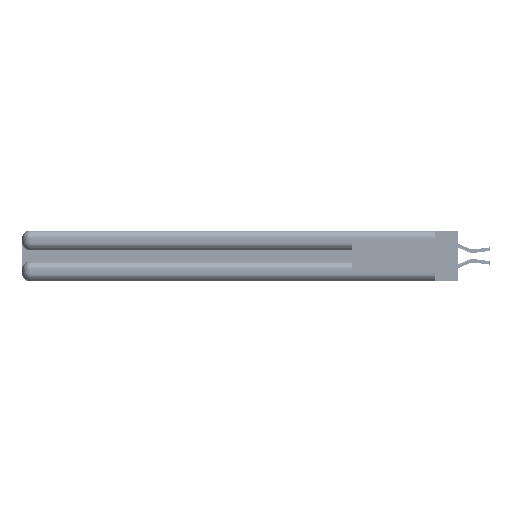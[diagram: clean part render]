
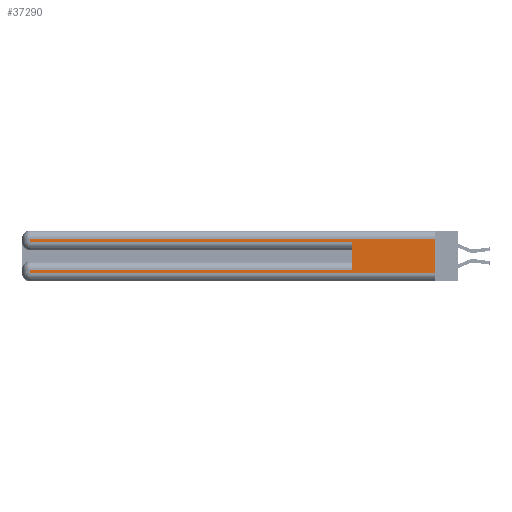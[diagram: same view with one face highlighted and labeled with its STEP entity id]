
A CAD part, left-side view. The second image highlights one B-rep face of the part: STEP entity #37290.
In plain terms, the highlighted planar face has unit normal (-1, 0, 0).
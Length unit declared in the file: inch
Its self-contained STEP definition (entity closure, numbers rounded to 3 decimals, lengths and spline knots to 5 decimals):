
#286 = VERTEX_POINT ( 'NONE', #13224 ) ;
#502 = EDGE_LOOP ( 'NONE', ( #20478, #1818, #11691, #23994, #33972, #26335, #7617, #1251 ) ) ;
#509 = DIRECTION ( 'NONE',  ( 0., 0., 1. ) ) ;
#1130 = CARTESIAN_POINT ( 'NONE',  ( 0., 0., 0.31 ) ) ;
#1251 = ORIENTED_EDGE ( 'NONE', *, *, #13856, .T. ) ;
#1818 = ORIENTED_EDGE ( 'NONE', *, *, #41634, .T. ) ;
#2379 = VECTOR ( 'NONE', #21993, 39.37008 ) ;
#2829 = DIRECTION ( 'NONE',  ( 0., 0., -1. ) ) ;
#4329 = CARTESIAN_POINT ( 'NONE',  ( 0., 0., 0.085 ) ) ;
#4678 = CARTESIAN_POINT ( 'NONE',  ( 0., 0., 0.37 ) ) ;
#4725 = DIRECTION ( 'NONE',  ( 0., 1., 0. ) ) ;
#6007 = VECTOR ( 'NONE', #41912, 39.37008 ) ;
#6238 = VERTEX_POINT ( 'NONE', #22553 ) ;
#7617 = ORIENTED_EDGE ( 'NONE', *, *, #44233, .T. ) ;
#8042 = DIRECTION ( 'NONE',  ( 0., 1., 0. ) ) ;
#9265 = DIRECTION ( 'NONE',  ( 0., -1., 0. ) ) ;
#9365 = VECTOR ( 'NONE', #509, 39.37008 ) ;
#11691 = ORIENTED_EDGE ( 'NONE', *, *, #33570, .T. ) ;
#12151 = PLANE ( 'NONE',  #27238 ) ;
#12628 = VECTOR ( 'NONE', #9265, 39.37008 ) ;
#13076 = VECTOR ( 'NONE', #2829, 39.37008 ) ;
#13224 = CARTESIAN_POINT ( 'NONE',  ( 0., 2.94, 0.06 ) ) ;
#13856 = EDGE_CURVE ( 'NONE', #286, #43424, #48214, .T. ) ;
#14262 = LINE ( 'NONE', #43848, #13076 ) ;
#14749 = LINE ( 'NONE', #15733, #6007 ) ;
#15222 = VERTEX_POINT ( 'NONE', #20722 ) ;
#15726 = VERTEX_POINT ( 'NONE', #17956 ) ;
#15733 = CARTESIAN_POINT ( 'NONE',  ( 0., 2.94, 0.37 ) ) ;
#16414 = DIRECTION ( 'NONE',  ( 0., -1., 0. ) ) ;
#17039 = VERTEX_POINT ( 'NONE', #44509 ) ;
#17956 = CARTESIAN_POINT ( 'NONE',  ( 0., 2.94, 0.285 ) ) ;
#19507 = VECTOR ( 'NONE', #16414, 39.37008 ) ;
#19991 = EDGE_CURVE ( 'NONE', #15726, #33723, #22572, .T. ) ;
#20478 = ORIENTED_EDGE ( 'NONE', *, *, #29402, .F. ) ;
#20722 = CARTESIAN_POINT ( 'NONE',  ( 0., 2.94, 0.31 ) ) ;
#21993 = DIRECTION ( 'NONE',  ( 0., 0., -1. ) ) ;
#22553 = CARTESIAN_POINT ( 'NONE',  ( 0., 2.94, 0.085 ) ) ;
#22572 = LINE ( 'NONE', #27915, #12628 ) ;
#22578 = EDGE_CURVE ( 'NONE', #17039, #6238, #29353, .T. ) ;
#22824 = CARTESIAN_POINT ( 'NONE',  ( 0., 0.6, 0.145 ) ) ;
#23444 = DIRECTION ( 'NONE',  ( 0., 0., -1. ) ) ;
#23994 = ORIENTED_EDGE ( 'NONE', *, *, #19991, .T. ) ;
#26335 = ORIENTED_EDGE ( 'NONE', *, *, #22578, .T. ) ;
#27238 = AXIS2_PLACEMENT_3D ( 'NONE', #4678, #45855, #23444 ) ;
#27259 = CARTESIAN_POINT ( 'NONE',  ( 0., 0., 0.31 ) ) ;
#27278 = VECTOR ( 'NONE', #4725, 39.37008 ) ;
#27830 = CARTESIAN_POINT ( 'NONE',  ( 0., 0.6, 0.285 ) ) ;
#27915 = CARTESIAN_POINT ( 'NONE',  ( 0., 0., 0.285 ) ) ;
#29353 = LINE ( 'NONE', #4329, #38136 ) ;
#29402 = EDGE_CURVE ( 'NONE', #30542, #43424, #14262, .T. ) ;
#30542 = VERTEX_POINT ( 'NONE', #1130 ) ;
#31339 = EDGE_CURVE ( 'NONE', #17039, #33723, #38063, .T. ) ;
#31440 = FACE_OUTER_BOUND ( 'NONE', #502, .T. ) ;
#31482 = CARTESIAN_POINT ( 'NONE',  ( 0., 0., 0.06 ) ) ;
#31731 = CARTESIAN_POINT ( 'NONE',  ( 0., 0., 0.06 ) ) ;
#33570 = EDGE_CURVE ( 'NONE', #15222, #15726, #14749, .T. ) ;
#33723 = VERTEX_POINT ( 'NONE', #27830 ) ;
#33972 = ORIENTED_EDGE ( 'NONE', *, *, #31339, .F. ) ;
#37240 = LINE ( 'NONE', #27259, #27278 ) ;
#37290 = ADVANCED_FACE ( 'NONE', ( #31440 ), #12151, .F. ) ;
#38063 = LINE ( 'NONE', #22824, #9365 ) ;
#38136 = VECTOR ( 'NONE', #8042, 39.37008 ) ;
#39786 = LINE ( 'NONE', #48187, #2379 ) ;
#41634 = EDGE_CURVE ( 'NONE', #30542, #15222, #37240, .T. ) ;
#41912 = DIRECTION ( 'NONE',  ( 0., 0., -1. ) ) ;
#43424 = VERTEX_POINT ( 'NONE', #31731 ) ;
#43848 = CARTESIAN_POINT ( 'NONE',  ( 0., 0., 0.37 ) ) ;
#44233 = EDGE_CURVE ( 'NONE', #6238, #286, #39786, .T. ) ;
#44509 = CARTESIAN_POINT ( 'NONE',  ( 0., 0.6, 0.085 ) ) ;
#45855 = DIRECTION ( 'NONE',  ( 1., 0., 0. ) ) ;
#48187 = CARTESIAN_POINT ( 'NONE',  ( 0., 2.94, 0.37 ) ) ;
#48214 = LINE ( 'NONE', #31482, #19507 ) ;
